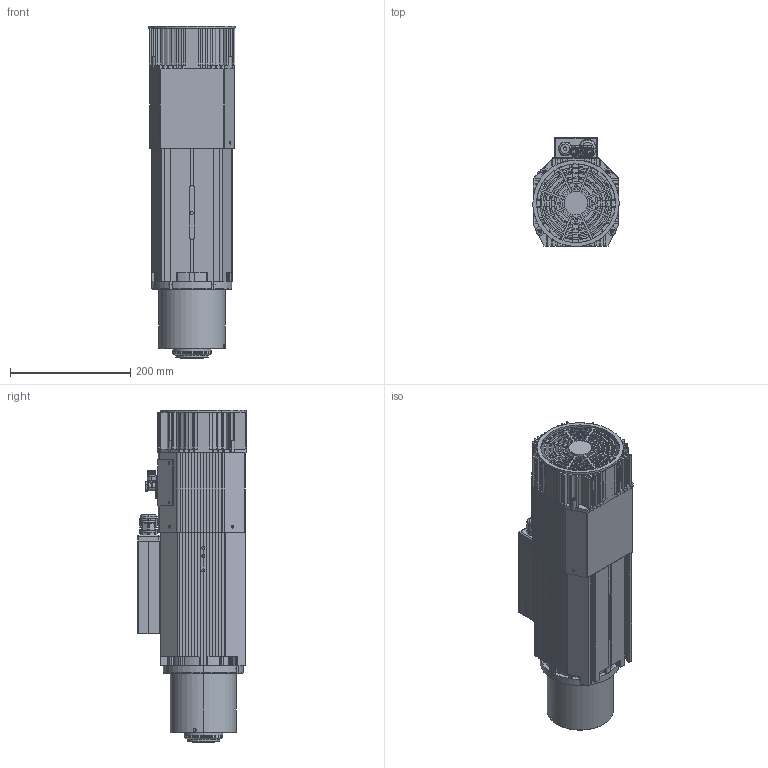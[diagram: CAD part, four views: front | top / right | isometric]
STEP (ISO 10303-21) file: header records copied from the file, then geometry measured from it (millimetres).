
FILE_DESCRIPTION (( 'STEP AP214' ), '1' );
FILE_NAME ('GDL70-24Z-9.0-4P Long nose.STEP', '2024-11-01T06:21:25', ( '00' ), ( '' ), 'SwSTEP 2.0', 'SolidWorks 2018', '' );
FILE_SCHEMA (( 'AUTOMOTIVE_DESIGN' ));
Length unit declared in the file: millimetre
Products named in the file (18): 瑞欶裔.igs; xiaojiet; 偌聽; GDL70-24Z-9.0-4P Long nose; Rc18ァ郲.igs; 躇猾裔; ヶ裔; 瑞欶极; 粣1; dajietou; 儂褲; 堤盄碟-坶踡裔.step; 蟀諉极裔啣; 碟菁; 堤盄碟-碟裔.igs; ァ郲釱; ﾒｻﾌ蠍ﾋｸﾇ｣ｨｳ､ﾍｷ｣ｩ_1_1_1; 瑞欶蟀諉极
Assembly tree (18 placements, depth 2):
  GDL70-24Z-9.0-4P Long nose
    儂褲
    ﾒｻﾌ蠍ﾋｸﾇ｣ｨｳ､ﾍｷ｣ｩ_1_1_1
    粣1
    躇猾裔
    ヶ裔
    ァ郲釱
    瑞欶蟀諉极
    蟀諉极裔啣
    瑞欶极
    瑞欶裔.igs
    堤盄碟-碟裔.igs
    Rc18ァ郲.igs  x2
    碟菁
    堤盄碟-坶踡裔.step
    xiaojiet
    dajietou
    偌聽
Bounding box: 143.25 x 181.24 x 552.1 mm (x, y, z)
Volume: 2630733.4 mm3; surface area: 997090.7 mm2
Topology: 18 solids, 18 shells, 2232 faces, 6184 edges, 3992 vertices
Faces by surface type: plane 1005, cylinder 926, cone 182, bspline 87, torus 24, sphere 8
Entity records: 99177 total; most frequent: CARTESIAN_POINT 19065, ORIENTED_EDGE 11876, DIRECTION 11407, EDGE_CURVE 5938, AXIS2_PLACEMENT_3D 3951, VERTEX_POINT 3885, LINE 3505, VECTOR 3505
